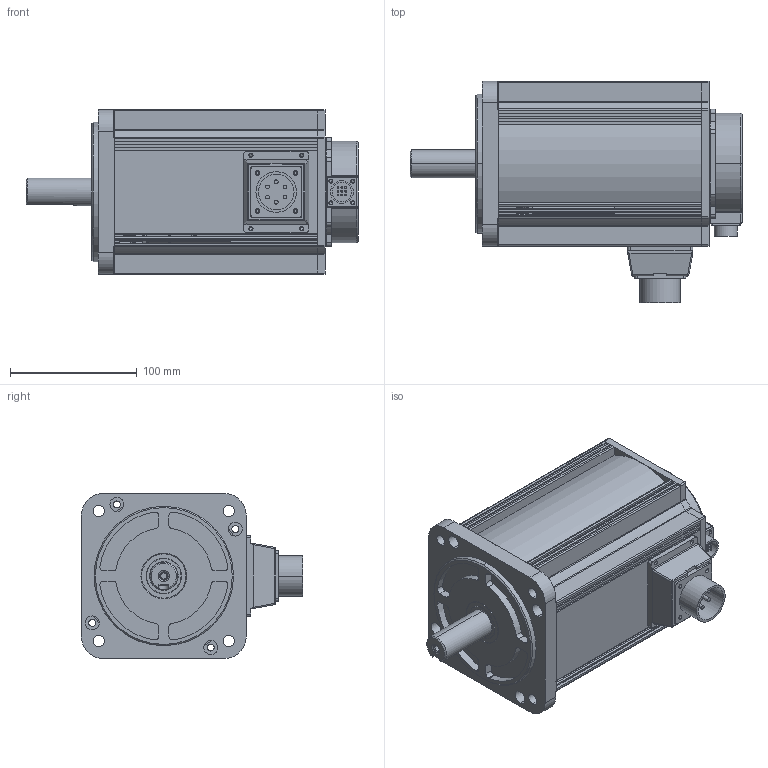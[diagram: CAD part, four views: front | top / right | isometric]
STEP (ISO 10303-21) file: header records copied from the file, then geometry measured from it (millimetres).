
FILE_DESCRIPTION (( 'STEP AP214' ), '1' );
FILE_NAME ('MS6H-130-11515棠晤惕掅蚾饜极.STEP', '2020-05-21T06:24:28', ( '' ), ( '' ), 'SwSTEP 2.0', 'SolidWorks 2016', '' );
FILE_SCHEMA (( 'AUTOMOTIVE_DESIGN' ));
Length unit declared in the file: millimetre
Products named in the file (1): MS6H-130-11515棠晤惕掅蚾饜极
Bounding box: 262 x 174.5 x 130 mm (x, y, z)
Surface area: 236875.2 mm2 (no closed solid volume)
Topology: 0 solids, 251 shells, 2726 faces, 9514 edges, 6887 vertices
Faces by surface type: cylinder 1573, plane 1068, torus 30, cone 29, bspline 13, sphere 13
Entity records: 133491 total; most frequent: CARTESIAN_POINT 20250, DIRECTION 18840, ORIENTED_EDGE 14591, EDGE_CURVE 9492, VERTEX_POINT 6885, AXIS2_PLACEMENT_3D 6709, VECTOR 5422, LINE 5422
